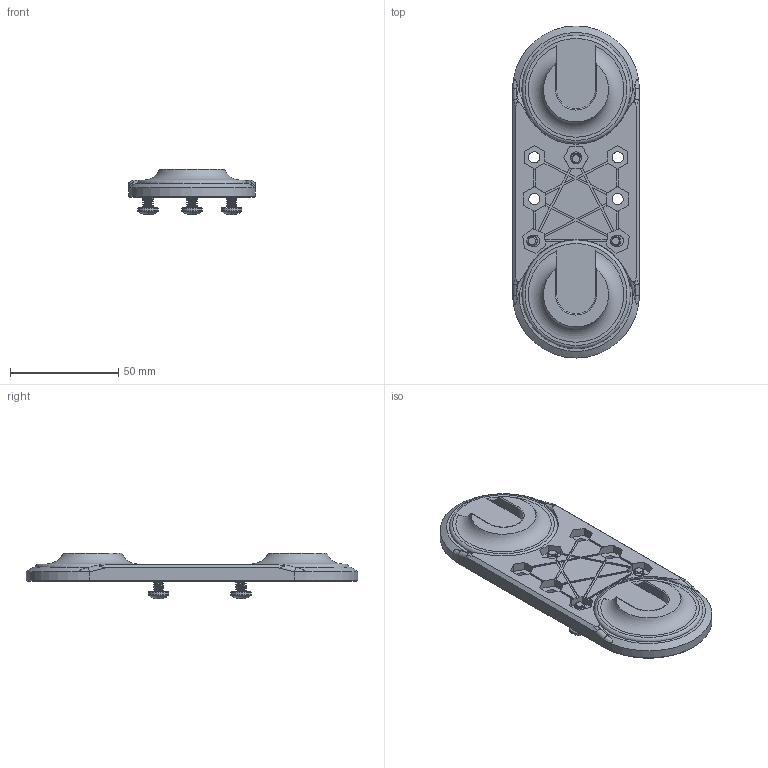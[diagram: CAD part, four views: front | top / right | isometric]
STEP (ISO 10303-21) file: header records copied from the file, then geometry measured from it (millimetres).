
FILE_DESCRIPTION(/* description */ (''),/* implementation_level */ '2;1');
FILE_NAME(/* name */ 'Blackhawk Fidlock Holster v25.step',/* time_stamp */ '2023-02-26T18:04:38-08:00',/* author */ (''),/* organization */ (''),/* preprocessor_version */ 'ST-DEVELOPER v19.2',/* originating_system */ 'Autodesk Translation Framework v11.17.0.187',/* authorisation */ '');
FILE_SCHEMA (('AUTOMOTIVE_DESIGN { 1 0 10303 214 3 1 1 }'));
Length unit declared in the file: millimetre
Products named in the file (3): Blackhawk Fidlock Holster; 91772A242_18-8 SS PAN HEAD PHILLIPS MACHINE SCREW; 91772A242_18-8 SS PAN HEAD PHILLIPS MACHINE SCREW (1)
Assembly tree (2 placements, depth 2):
  Blackhawk Fidlock Holster
    91772A242_18-8 SS PAN HEAD PHILLIPS MACHINE SCREW
    91772A242_18-8 SS PAN HEAD PHILLIPS MACHINE SCREW (1)
Bounding box: 58.5 x 153 x 21.01 mm (x, y, z)
Volume: 63207.6 mm3; surface area: 34180 mm2
Topology: 6 solids, 6 shells, 743 faces, 2113 edges, 1398 vertices
Faces by surface type: cylinder 356, plane 310, cone 36, torus 18, bspline 17, sphere 6
Full cylindrical faces by diameter (mm): 5.2 x7, 35.5 x4, 36.1 x2, 50 x2, 51.5 x2
Entity records: 28110 total; most frequent: CARTESIAN_POINT 9489, ORIENTED_EDGE 4226, DIRECTION 3520, EDGE_CURVE 2113, VERTEX_POINT 1398, AXIS2_PLACEMENT_3D 1191, LINE 1138, VECTOR 1138
